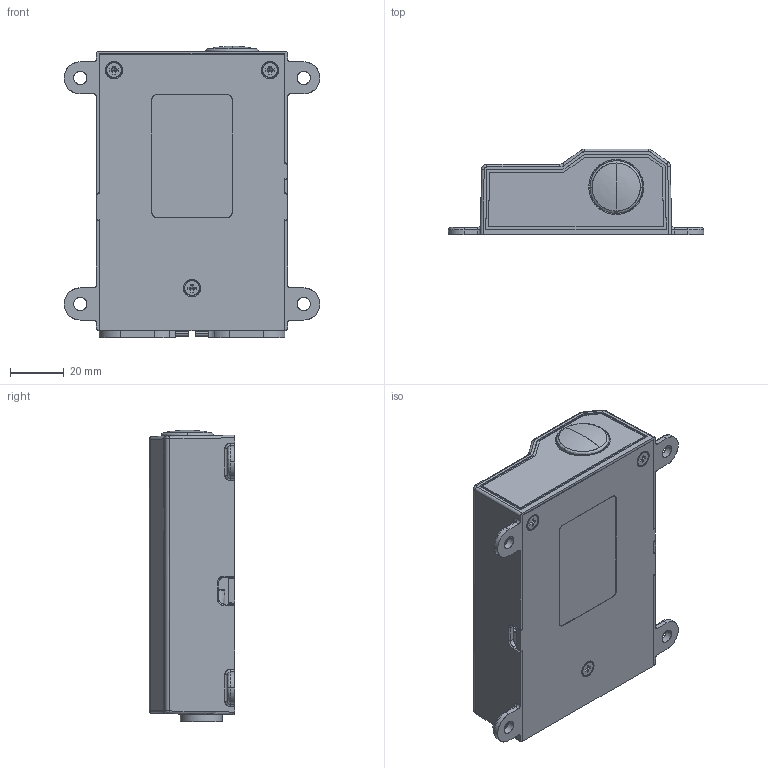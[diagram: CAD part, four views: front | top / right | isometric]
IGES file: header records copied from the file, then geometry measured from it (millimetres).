
Start section: SolidWorks IGES file using analytic representation for surfaces
Global section: file name: Power down box.IGS; native system: SolidWorks 2012; preprocessor: SolidWorks 2012; author: CKuhn; date: 121030.143150; units: millimetre
Bounding box: 95.4 x 31.9 x 108.8 mm (x, y, z)
Surface area: 49569.1 mm2 (no closed solid volume)
Topology: 0 solids, 0 shells, 638 faces, 5978 edges, 5973 vertices
Faces by surface type: bspline 338, revolution 300
